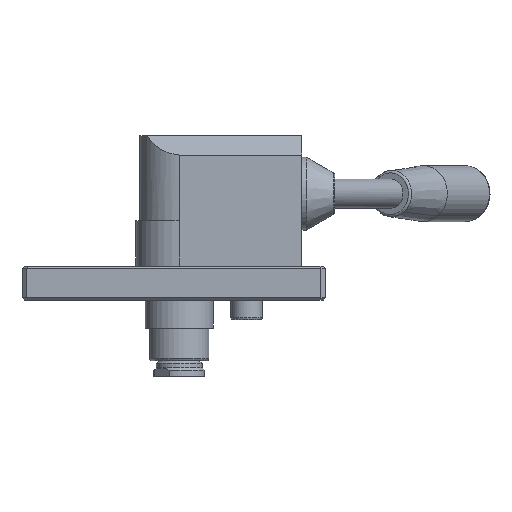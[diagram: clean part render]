
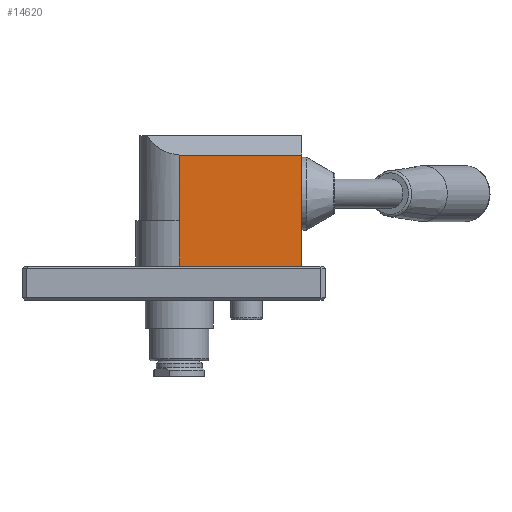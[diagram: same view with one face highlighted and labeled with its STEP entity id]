
A CAD part, left-side view. The second image highlights one B-rep face of the part: STEP entity #14620.
In plain terms, the highlighted planar face has unit normal (-1, 0, 0).
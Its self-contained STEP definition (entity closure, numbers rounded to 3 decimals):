
#1197=LINE('',#18653,#2424);
#1199=LINE('',#18661,#2426);
#1204=LINE('',#18672,#2431);
#1206=LINE('',#18676,#2433);
#1208=LINE('',#18679,#2435);
#2424=VECTOR('',#16167,10.);
#2426=VECTOR('',#16177,10.);
#2431=VECTOR('',#16188,10.);
#2433=VECTOR('',#16192,10.);
#2435=VECTOR('',#16196,10.);
#3809=FACE_OUTER_BOUND('',#4621,.T.);
#4621=EDGE_LOOP('',(#9320,#9321,#9322,#9323,#9324));
#5720=VERTEX_POINT('',#18645);
#5723=VERTEX_POINT('',#18651);
#5725=VERTEX_POINT('',#18659);
#5728=VERTEX_POINT('',#18671);
#5729=VERTEX_POINT('',#18675);
#7139=EDGE_CURVE('',#5720,#5723,#1197,.T.);
#7143=EDGE_CURVE('',#5723,#5725,#1199,.T.);
#7148=EDGE_CURVE('',#5720,#5728,#1204,.T.);
#7150=EDGE_CURVE('',#5729,#5728,#1206,.T.);
#7152=EDGE_CURVE('',#5729,#5725,#1208,.T.);
#9320=ORIENTED_EDGE('',*,*,#7139,.T.);
#9321=ORIENTED_EDGE('',*,*,#7143,.T.);
#9322=ORIENTED_EDGE('',*,*,#7152,.F.);
#9323=ORIENTED_EDGE('',*,*,#7150,.T.);
#9324=ORIENTED_EDGE('',*,*,#7148,.F.);
#13429=PLANE('',#15485);
#14620=ADVANCED_FACE('',(#3809),#13429,.T.);
#15485=AXIS2_PLACEMENT_3D('',#18678,#16194,#16195);
#16167=DIRECTION('',(0.,0.,-1.));
#16177=DIRECTION('',(0.,0.,-1.));
#16188=DIRECTION('',(0.,-1.,0.));
#16192=DIRECTION('',(0.,0.,1.));
#16194=DIRECTION('center_axis',(-1.,0.,0.));
#16195=DIRECTION('ref_axis',(0.,-1.,0.));
#16196=DIRECTION('',(0.,1.,0.));
#18645=CARTESIAN_POINT('',(-17.8,-2.2,59.7));
#18651=CARTESIAN_POINT('',(-17.8,-2.2,32.7));
#18653=CARTESIAN_POINT('',(-17.8,-2.2,14.));
#18659=CARTESIAN_POINT('',(-17.8,-2.2,14.));
#18661=CARTESIAN_POINT('',(-17.8,-2.2,14.));
#18671=CARTESIAN_POINT('',(-17.8,-52.7,59.7));
#18672=CARTESIAN_POINT('',(-17.8,-1.475,59.7));
#18675=CARTESIAN_POINT('',(-17.8,-52.7,14.));
#18676=CARTESIAN_POINT('',(-17.8,-52.7,14.));
#18678=CARTESIAN_POINT('Origin',(-17.8,15.6,14.));
#18679=CARTESIAN_POINT('',(-17.8,7.8,14.));
